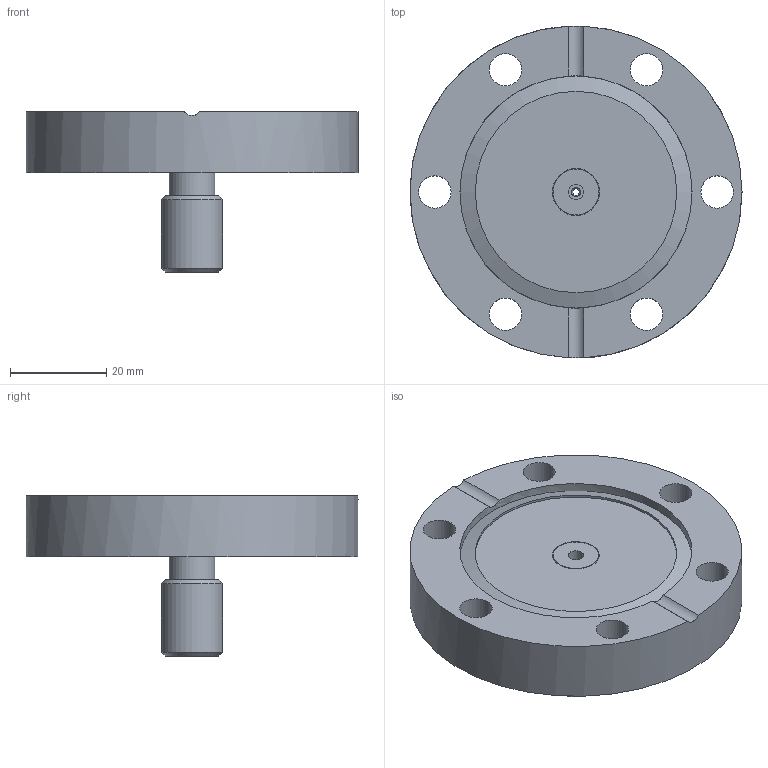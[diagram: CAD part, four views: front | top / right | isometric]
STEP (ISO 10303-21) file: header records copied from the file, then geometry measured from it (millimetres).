
FILE_DESCRIPTION(/* description */ (''),/* implementation_level */ '2;1');
FILE_NAME(/* name */ '5000604a.stp',/* time_stamp */ '2019-07-18T07:42:39-04:00',/* author */ ('Glen_C'),/* organization */ (''),/* preprocessor_version */ 'ST-DEVELOPER v16.13',/* originating_system */ 'Autodesk Inventor 2018',/* authorisation */ '');
FILE_SCHEMA (('AUTOMOTIVE_DESIGN { 1 0 10303 214 3 1 1 }'));
Length unit declared in the file: inch
Products named in the file (1): 5000604_S
Bounding box: 69.09 x 69.09 x 33.35 mm (x, y, z)
Volume: 44695.4 mm3; surface area: 14043.1 mm2
Topology: 2 solids, 4 shells, 50 faces, 115 edges, 77 vertices
Faces by surface type: cylinder 24, plane 14, cone 8, torus 4
Full cylindrical faces by diameter (mm): 1.422 x1, 1.905 x1, 1.956 x2, 3.175 x1, 4.47 x1, 4.75 x1, 6.731 x6, 7.493 x1, 7.62 x1, 8.153 x1, 9.5 x1, 9.779 x1, 12.7 x1, 41.91 x1, 48.311 x1, 69.088 x1
Entity records: 1341 total; most frequent: CARTESIAN_POINT 233, DIRECTION 218, ORIENTED_EDGE 132, EDGE_LOOP 108, AXIS2_PLACEMENT_3D 107, EDGE_CURVE 66, VERTEX_POINT 62, FACE_BOUND 58
